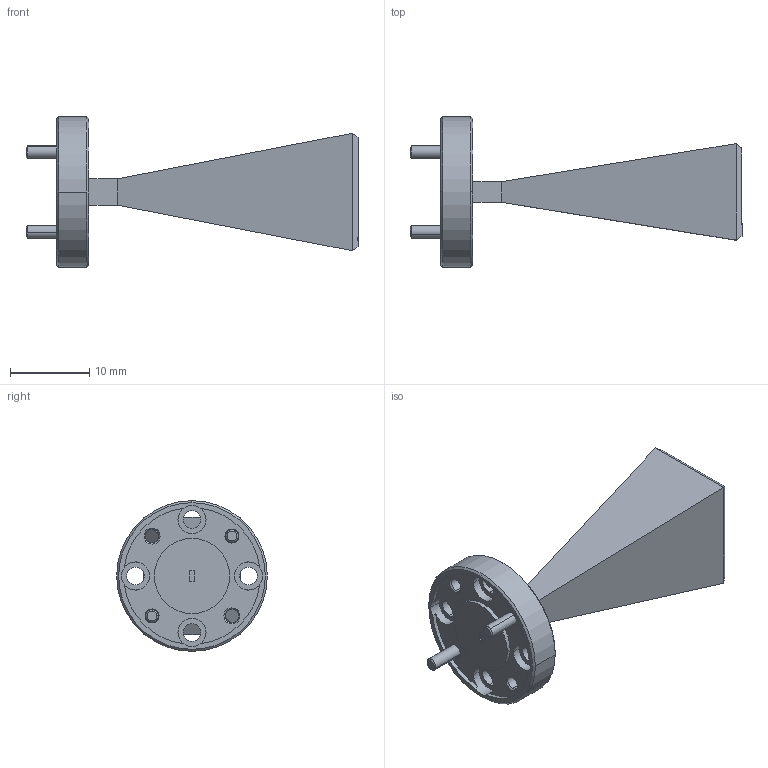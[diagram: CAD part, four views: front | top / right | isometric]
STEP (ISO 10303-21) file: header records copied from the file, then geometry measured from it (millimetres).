
FILE_DESCRIPTION (( 'STEP AP203' ), '1' );
FILE_NAME ('SAR-2507-05-S2.STEP', '2021-09-17T23:19:59', ( '' ), ( '' ), 'SwSTEP 2.0', 'SolidWorks 2021', '' );
FILE_SCHEMA (( 'CONFIG_CONTROL_DESIGN' ));
Length unit declared in the file: inch
Products named in the file (1): SAR-2507-05-S2
Bounding box: 41.97 x 19.05 x 19.05 mm (x, y, z)
Volume: 3381.5 mm3; surface area: 2303.6 mm2
Topology: 3 solids, 3 shells, 91 faces, 220 edges, 140 vertices
Faces by surface type: cylinder 36, plane 35, cone 20
Entity records: 2785 total; most frequent: DIRECTION 508, CARTESIAN_POINT 452, ORIENTED_EDGE 440, EDGE_CURVE 220, AXIS2_PLACEMENT_3D 196, VERTEX_POINT 140, VECTOR 116, LINE 116
